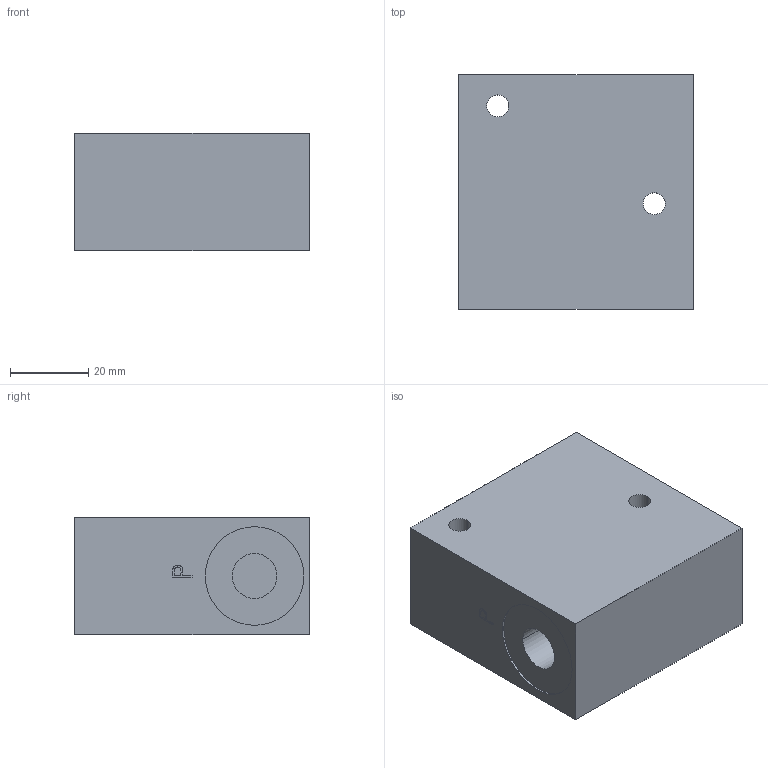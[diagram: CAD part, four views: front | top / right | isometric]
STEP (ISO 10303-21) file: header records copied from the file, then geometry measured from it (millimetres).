
FILE_DESCRIPTION (( 'STEP AP214' ), '1' );
FILE_NAME ('VKR-6-DB700-DB500 14 mit MA .STEP', '2023-06-28T10:46:35', ( '' ), ( '' ), 'SwSTEP 2.0', 'SolidWorks 2022', '' );
FILE_SCHEMA (( 'AUTOMOTIVE_DESIGN' ));
Length unit declared in the file: millimetre
Products named in the file (1): VKR-6-DB700-DB500 14 mit MA 
Bounding box: 60 x 60 x 30 mm (x, y, z)
Volume: 91980.8 mm3; surface area: 19040.7 mm2
Topology: 1 solids, 1 shells, 111 faces, 263 edges, 170 vertices
Faces by surface type: plane 59, cylinder 26, bspline 12, torus 8, cone 6
Entity records: 3997 total; most frequent: CARTESIAN_POINT 1293, ORIENTED_EDGE 526, DIRECTION 511, EDGE_CURVE 263, AXIS2_PLACEMENT_3D 172, VERTEX_POINT 170, VECTOR 167, LINE 167
